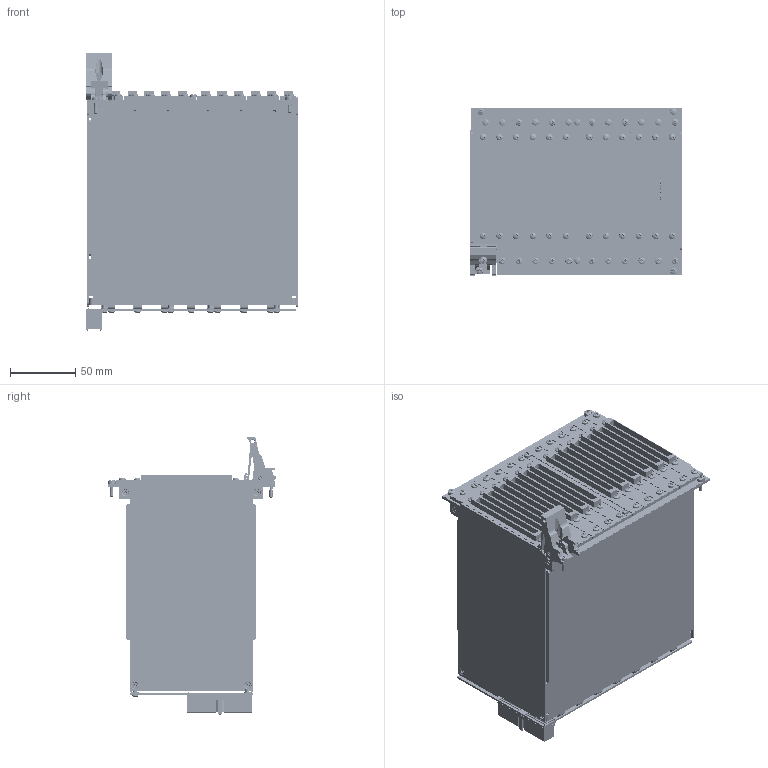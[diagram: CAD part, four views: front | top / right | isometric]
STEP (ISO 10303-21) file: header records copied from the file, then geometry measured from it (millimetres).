
FILE_DESCRIPTION (( 'STEP AP214' ), '1' );
FILE_NAME ('40-560A-121-1104X4 12 Slot BRIC 8 Assy with BIRST.STEP', '2020-02-07T12:48:13', ( '' ), ( '' ), 'SwSTEP 2.0', 'SolidWorks 2019', '' );
FILE_SCHEMA (( 'AUTOMOTIVE_DESIGN' ));
Length unit declared in the file: millimetre
Products named in the file (1): 40-560A-121-1104X4 12 Slot  BRIC 8 Assy with BIRST
Bounding box: 162.42 x 129.01 x 212.85 mm (x, y, z)
Surface area: 375748.2 mm2 (no closed solid volume)
Topology: 0 solids, 200 shells, 9906 faces, 26934 edges, 17376 vertices
Faces by surface type: plane 5180, cylinder 2695, bspline 719, cone 624, torus 580, sphere 108
Entity records: 473895 total; most frequent: CARTESIAN_POINT 112920, ORIENTED_EDGE 51620, DIRECTION 50327, EDGE_CURVE 26926, VERTEX_POINT 17376, LINE 16777, VECTOR 16777, AXIS2_PLACEMENT_3D 16775
